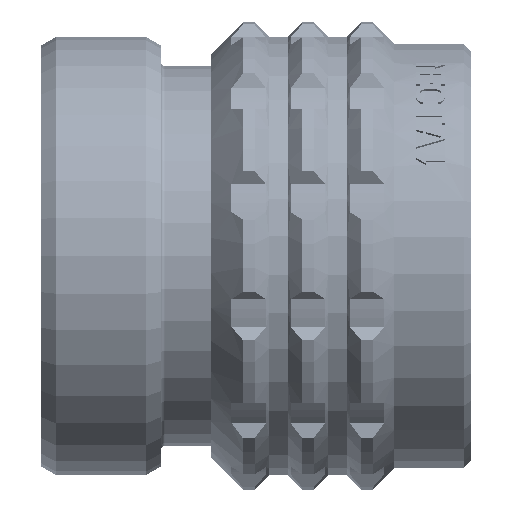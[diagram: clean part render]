
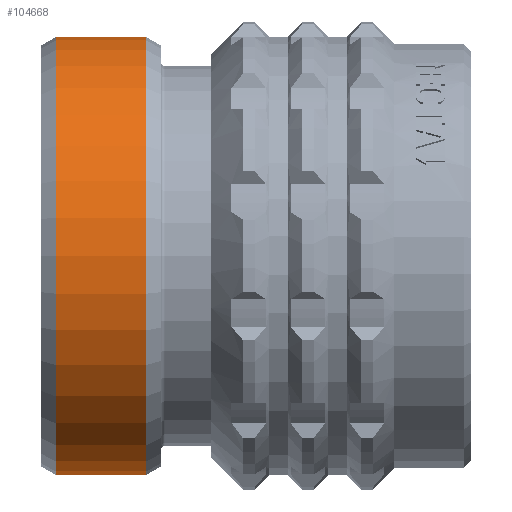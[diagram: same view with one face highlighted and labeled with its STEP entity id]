
A CAD part, top view. The second image highlights one B-rep face of the part: STEP entity #104668.
In plain terms, the highlighted cylindrical face has radius 15.175 mm (diameter 30.35 mm), a partial arc.
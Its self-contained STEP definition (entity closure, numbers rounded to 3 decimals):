
#4295=CARTESIAN_POINT('',(1.,0.,0.));
#4296=DIRECTION('',(1.,0.,0.));
#4297=DIRECTION('',(0.,1.,0.));
#4298=AXIS2_PLACEMENT_3D('',#4295,#4296,#4297);
#4300=CARTESIAN_POINT('',(7.3,0.,0.));
#4301=DIRECTION('',(1.,0.,0.));
#4302=DIRECTION('',(0.,1.,0.));
#4303=AXIS2_PLACEMENT_3D('',#4300,#4301,#4302);
#4305=DIRECTION('',(-1.,0.,0.));
#4306=VECTOR('',#4305,6.3);
#4307=CARTESIAN_POINT('',(7.3,15.175,0.));
#4308=LINE('5368',#4307,#4306);
#4309=DIRECTION('',(-1.,0.,0.));
#4310=VECTOR('',#4309,6.3);
#4311=CARTESIAN_POINT('',(7.3,-15.175,0.));
#4312=LINE('5374',#4311,#4310);
#87562=CARTESIAN_POINT('',(7.3,15.175,0.));
#87564=VERTEX_POINT('',#87562);
#87565=CARTESIAN_POINT('',(1.,15.175,0.));
#87566=VERTEX_POINT('',#87565);
#87574=CARTESIAN_POINT('',(7.3,-15.175,0.));
#87576=VERTEX_POINT('',#87574);
#87577=CARTESIAN_POINT('',(1.,-15.175,0.));
#87578=VERTEX_POINT('',#87577);
#104654=CARTESIAN_POINT('',(-1.49,0.,0.));
#104655=DIRECTION('',(1.,0.,0.));
#104656=DIRECTION('',(0.,-1.,0.));
#104657=AXIS2_PLACEMENT_3D('',#104654,#104655,#104656);
#104658=CYLINDRICAL_SURFACE('278',#104657,15.175);
#104660=ORIENTED_EDGE('5368',*,*,#104659,.F.);
#104662=ORIENTED_EDGE('5387',*,*,#104661,.T.);
#104664=ORIENTED_EDGE('5374',*,*,#104663,.T.);
#104665=ORIENTED_EDGE('5388',*,*,#104640,.F.);
#104666=EDGE_LOOP('278',(#104660,#104662,#104664,#104665));
#104667=FACE_OUTER_BOUND('278',#104666,.F.);
#4299=CIRCLE('5388',#4298,15.175);
#4304=CIRCLE('5387',#4303,15.175);
#104640=EDGE_CURVE('5388',#87566,#87578,#4299,.T.);
#104659=EDGE_CURVE('5368',#87564,#87566,#4308,.T.);
#104661=EDGE_CURVE('5387',#87564,#87576,#4304,.T.);
#104663=EDGE_CURVE('5374',#87576,#87578,#4312,.T.);
#104668=ADVANCED_FACE('278',(#104667),#104658,.T.);
